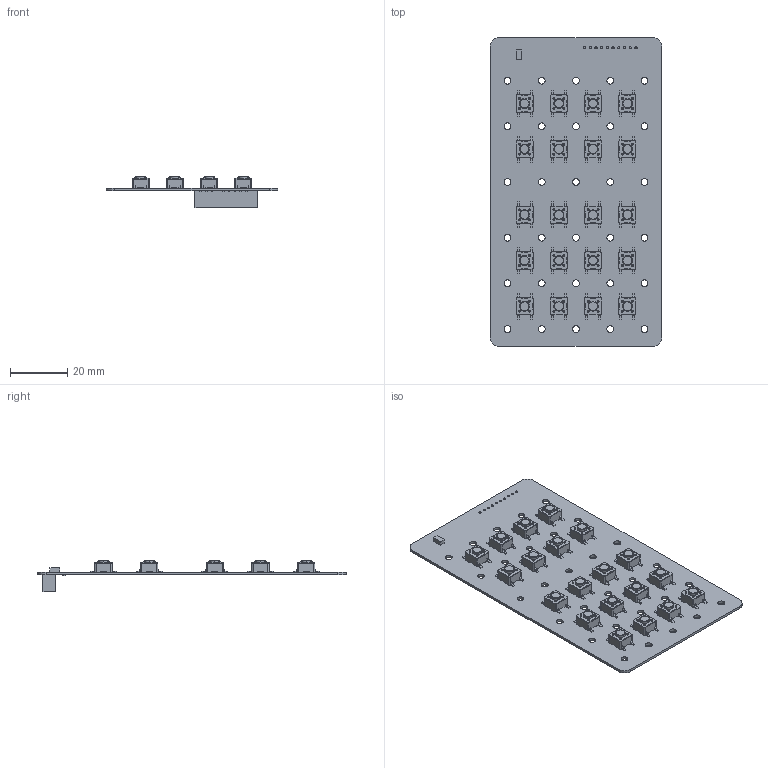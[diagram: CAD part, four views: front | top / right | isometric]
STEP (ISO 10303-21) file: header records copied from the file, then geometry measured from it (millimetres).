
FILE_DESCRIPTION(('Open CASCADE Model'),'2;1');
FILE_NAME('Open CASCADE Shape Model','2025-07-02T20:34:48',('Author'),( 'Open CASCADE'),'Open CASCADE STEP processor 7.5','Open CASCADE 7.5' ,'Unknown');
FILE_SCHEMA(('AUTOMOTIVE_DESIGN { 1 0 10303 214 1 1 1 1 }'));
Length unit declared in the file: millimetre
Products named in the file (40): PCB; Board; Open CASCADE STEP translator 7.5 2.1.1; SW7; PTS645SK43SMTR92 LFS; SW15; SW5; SW9; SW8; SW10; SW20; SW14; SW4; SW19; SW12; SW18; SW3; SW17; SW6; SW16; SW11; SW1; SW13; SW2; R1; 6409328064; Extruded; R6; R7; R8; R5; R4; R2; R3; J1; 6409328544; C1; 6409328224
Assembly tree (65 placements, depth 4):
  PCB
    Board
      Open CASCADE STEP translator 7.5 2.1.1
    SW7
      PTS645SK43SMTR92 LFS
    SW15
      PTS645SK43SMTR92 LFS
    SW5
      PTS645SK43SMTR92 LFS
    SW9
      PTS645SK43SMTR92 LFS
    SW8
      PTS645SK43SMTR92 LFS
    SW10
      PTS645SK43SMTR92 LFS
    SW20
      PTS645SK43SMTR92 LFS
    SW14
      PTS645SK43SMTR92 LFS
    SW4
      PTS645SK43SMTR92 LFS
    SW19
      PTS645SK43SMTR92 LFS
    SW12
      PTS645SK43SMTR92 LFS
    SW18
      PTS645SK43SMTR92 LFS
    SW3
      PTS645SK43SMTR92 LFS
    SW17
      PTS645SK43SMTR92 LFS
    SW6
      PTS645SK43SMTR92 LFS
    SW16
      PTS645SK43SMTR92 LFS
    SW11
      PTS645SK43SMTR92 LFS
    SW1
      PTS645SK43SMTR92 LFS
    SW13
      PTS645SK43SMTR92 LFS
    SW2
      PTS645SK43SMTR92 LFS
    R1
      6409328064
        Extruded
    R6
      6409328064
        Extruded
    R7
      6409328064
        Extruded
    R8
      6409328064
        Extruded
    R5
      6409328064
        Extruded
    R4
      6409328064
Bounding box: 60 x 108 x 11.19 mm (x, y, z)
Volume: 8847.3 mm3; surface area: 18502.4 mm2
Topology: 131 solids, 131 shells, 2570 faces, 6424 edges, 4216 vertices
Faces by surface type: plane 1526, cylinder 844, revolution 160, torus 40
Full cylindrical faces by diameter (mm): 0.8 x10, 2.4 x30
Entity records: 7055 total; most frequent: DIRECTION 1182, CARTESIAN_POINT 1123, ORIENTED_EDGE 976, EDGE_CURVE 488, AXIS2_PLACEMENT_3D 437, VERTEX_POINT 322, LINE 300, VECTOR 300
